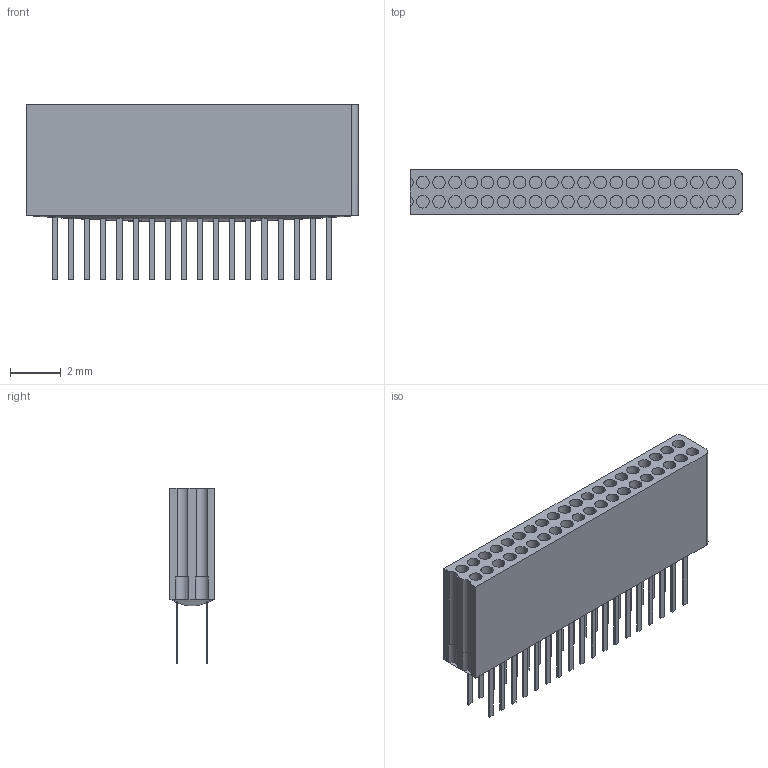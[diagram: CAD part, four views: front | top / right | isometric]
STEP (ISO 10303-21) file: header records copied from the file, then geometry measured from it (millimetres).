
FILE_DESCRIPTION (( 'STEP AP214' ), '1' );
FILE_NAME ('A79022-001.STEP', '2015-11-06T12:06:24', ( '' ), ( '' ), 'SwSTEP 2.0', 'SolidWorks 2015', '' );
FILE_SCHEMA (( 'AUTOMOTIVE_DESIGN' ));
Length unit declared in the file: inch
Products named in the file (1): A79022-001
Bounding box: 13.08 x 1.79 x 6.93 mm (x, y, z)
Volume: 69.3 mm3; surface area: 513.3 mm2
Topology: 1 solids, 1 shells, 605 faces, 1447 edges, 957 vertices
Faces by surface type: plane 383, cylinder 170, bspline 52
Entity records: 20201 total; most frequent: CARTESIAN_POINT 6144, ORIENTED_EDGE 2886, DIRECTION 2795, EDGE_CURVE 1443, VERTEX_POINT 957, AXIS2_PLACEMENT_3D 956, VECTOR 883, LINE 883
